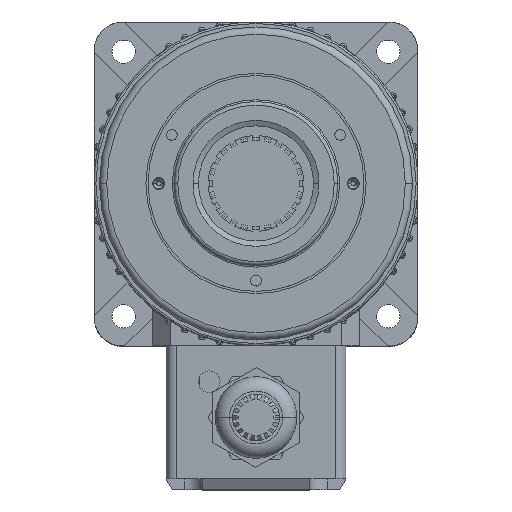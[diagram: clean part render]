
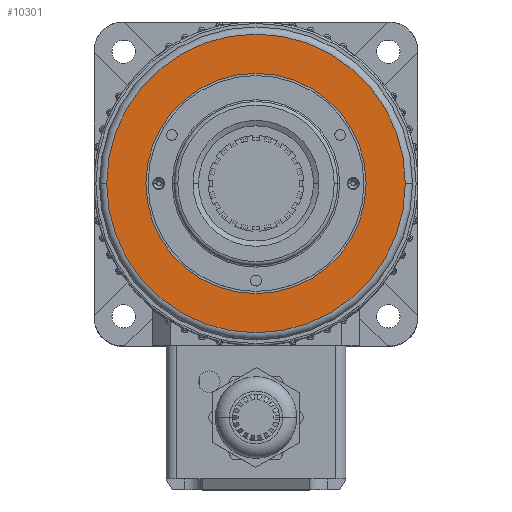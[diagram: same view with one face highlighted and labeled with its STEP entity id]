
A CAD part, top view. The second image highlights one B-rep face of the part: STEP entity #10301.
In plain terms, the highlighted planar face has unit normal (0, 0, 1).
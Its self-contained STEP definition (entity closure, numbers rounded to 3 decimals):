
#710 = ORIENTED_EDGE ( 'NONE', *, *, #11018, .T. ) ;
#1675 = EDGE_CURVE ( 'NONE', #25324, #10679, #9175, .T. ) ;
#2051 = ORIENTED_EDGE ( 'NONE', *, *, #11100, .F. ) ;
#2184 = DIRECTION ( 'NONE',  ( 0., 0., 1. ) ) ;
#2706 = CIRCLE ( 'NONE', #10772, 41.5 ) ;
#3472 = CIRCLE ( 'NONE', #19438, 30.6 ) ;
#3883 = VERTEX_POINT ( 'NONE', #22280 ) ;
#5541 = CARTESIAN_POINT ( 'NONE',  ( 0., 0., 97. ) ) ;
#6062 = EDGE_LOOP ( 'NONE', ( #12622, #710 ) ) ;
#6488 = EDGE_LOOP ( 'NONE', ( #2051, #25040 ) ) ;
#7544 = DIRECTION ( 'NONE',  ( 1., 0., 0. ) ) ;
#9175 = CIRCLE ( 'NONE', #23468, 41.5 ) ;
#9360 = CARTESIAN_POINT ( 'NONE',  ( 0., 0., 97. ) ) ;
#9913 = CARTESIAN_POINT ( 'NONE',  ( -30.6, 0., 97. ) ) ;
#9946 = FACE_OUTER_BOUND ( 'NONE', #6062, .T. ) ;
#10301 = ADVANCED_FACE ( 'NONE', ( #9946, #15221 ), #10474, .T. ) ;
#10474 = PLANE ( 'NONE',  #26249 ) ;
#10562 = DIRECTION ( 'NONE',  ( 0., 0., 1. ) ) ;
#10679 = VERTEX_POINT ( 'NONE', #26016 ) ;
#10772 = AXIS2_PLACEMENT_3D ( 'NONE', #5541, #19318, #7544 ) ;
#11018 = EDGE_CURVE ( 'NONE', #10679, #25324, #2706, .T. ) ;
#11100 = EDGE_CURVE ( 'NONE', #3883, #18778, #16996, .T. ) ;
#11323 = EDGE_CURVE ( 'NONE', #18778, #3883, #3472, .T. ) ;
#11439 = DIRECTION ( 'NONE',  ( 1., 0., 0. ) ) ;
#12126 = CARTESIAN_POINT ( 'NONE',  ( 0., 0., 97. ) ) ;
#12622 = ORIENTED_EDGE ( 'NONE', *, *, #1675, .T. ) ;
#14083 = DIRECTION ( 'NONE',  ( 1., 0., 0. ) ) ;
#14522 = CARTESIAN_POINT ( 'NONE',  ( 0., 0., 97. ) ) ;
#15221 = FACE_BOUND ( 'NONE', #6488, .T. ) ;
#16065 = AXIS2_PLACEMENT_3D ( 'NONE', #9360, #23362, #11439 ) ;
#16475 = DIRECTION ( 'NONE',  ( 1., 0., 0. ) ) ;
#16996 = CIRCLE ( 'NONE', #16065, 30.6 ) ;
#18778 = VERTEX_POINT ( 'NONE', #9913 ) ;
#19318 = DIRECTION ( 'NONE',  ( 0., 0., 1. ) ) ;
#19438 = AXIS2_PLACEMENT_3D ( 'NONE', #12126, #26153, #14083 ) ;
#22280 = CARTESIAN_POINT ( 'NONE',  ( 30.6, 0., 97. ) ) ;
#22464 = CARTESIAN_POINT ( 'NONE',  ( 0., 0., 97. ) ) ;
#23362 = DIRECTION ( 'NONE',  ( 0., 0., 1. ) ) ;
#23450 = CARTESIAN_POINT ( 'NONE',  ( 41.5, 0., 97. ) ) ;
#23468 = AXIS2_PLACEMENT_3D ( 'NONE', #14522, #2184, #16475 ) ;
#24560 = DIRECTION ( 'NONE',  ( 1., 0., 0. ) ) ;
#25040 = ORIENTED_EDGE ( 'NONE', *, *, #11323, .F. ) ;
#25324 = VERTEX_POINT ( 'NONE', #23450 ) ;
#26016 = CARTESIAN_POINT ( 'NONE',  ( -41.5, 0., 97. ) ) ;
#26153 = DIRECTION ( 'NONE',  ( 0., 0., 1. ) ) ;
#26249 = AXIS2_PLACEMENT_3D ( 'NONE', #22464, #10562, #24560 ) ;
